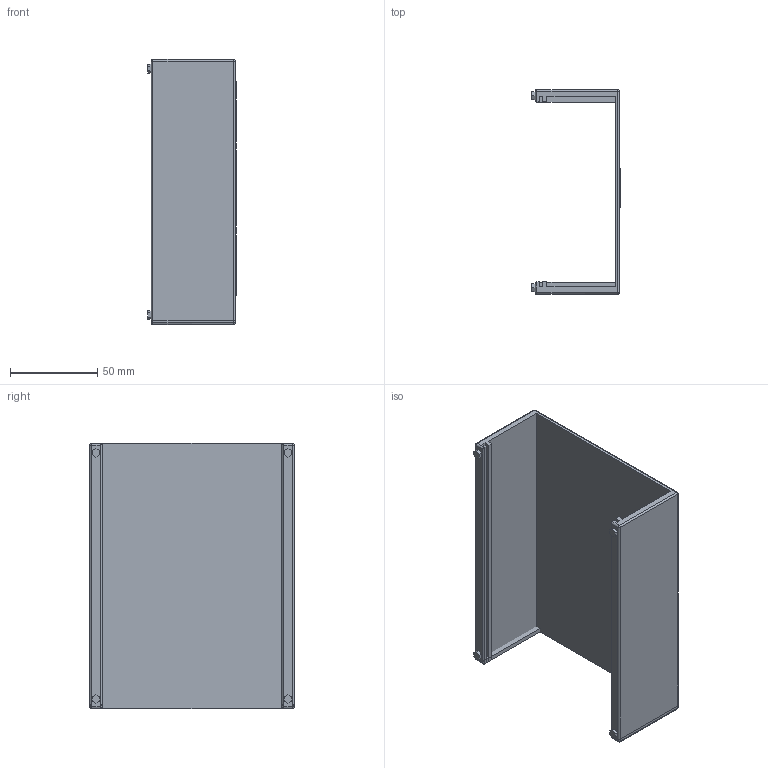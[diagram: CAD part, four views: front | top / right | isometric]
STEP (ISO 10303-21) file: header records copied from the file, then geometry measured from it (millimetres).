
FILE_DESCRIPTION(('FreeCAD Model'),'2;1');
FILE_NAME('Open CASCADE Shape Model','2024-09-27T17:20:32',('Author'),( ''),'Open CASCADE STEP processor 7.6','FreeCAD','Unknown');
FILE_SCHEMA(('AUTOMOTIVE_DESIGN { 1 0 10303 214 1 1 1 1 }'));
Length unit declared in the file: millimetre
Products named in the file (16): SBC24_DESKHOUSE_2UDESK_BLK_PLA_00; Body; Endplate001; Endplate002; Stand001; Stand002; Stand003; Stand004; Text top; Text009; Text010; RecycleLogo001; Extrude011; Extrude012; Extrude013; Extrude014
Assembly tree (15 placements, depth 4):
  SBC24_DESKHOUSE_2UDESK_BLK_PLA_00
    Body
    Endplate001
    Endplate002
    Stand001
    Stand002
    Stand003
    Stand004
    Text top
      Text009
      Text010
      RecycleLogo001
        Extrude011
        Extrude012
        Extrude013
        Extrude014
Bounding box: 50.85 x 117.05 x 151.8 mm (x, y, z)
Volume: 104468.3 mm3; surface area: 72013.1 mm2
Topology: 50 solids, 50 shells, 833 faces, 2159 edges, 1414 vertices
Faces by surface type: extrusion 423, plane 364, cylinder 34, bspline 12
Entity records: 55759 total; most frequent: CARTESIAN_POINT 14768, DIRECTION 5924, VECTOR 5052, LINE 4629, ORIENTED_EDGE 4294, PCURVE 4294, DEFINITIONAL_REPRESENTATION 4294, B_SPLINE_CURVE_WITH_KNOTS 2173
